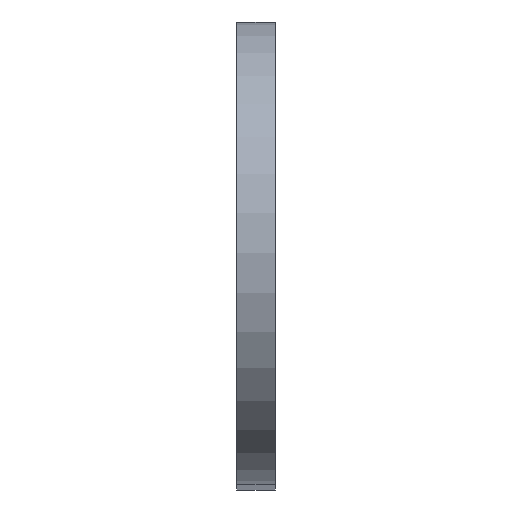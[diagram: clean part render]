
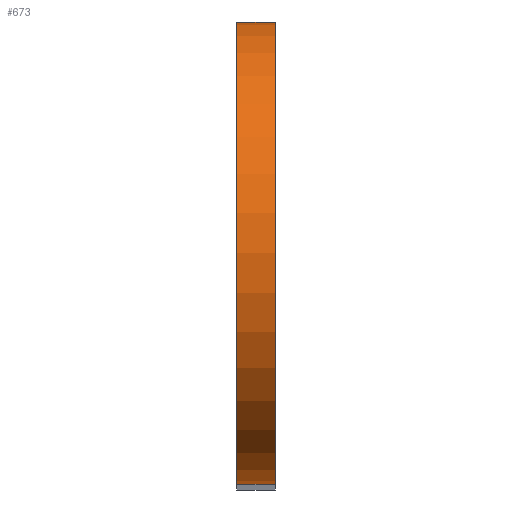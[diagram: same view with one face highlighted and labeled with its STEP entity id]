
A CAD part, top view. The second image highlights one B-rep face of the part: STEP entity #673.
In plain terms, the highlighted cylindrical face has radius 12 mm (diameter 24 mm), a partial arc.
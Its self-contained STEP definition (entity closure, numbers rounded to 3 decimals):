
#87=FACE_OUTER_BOUND('',#119,.T.);
#119=EDGE_LOOP('',(#555,#556,#557,#558));
#199=LINE('',#1147,#245);
#200=LINE('',#1153,#246);
#245=VECTOR('',#960,10.);
#246=VECTOR('',#967,10.);
#291=CIRCLE('',#771,12.);
#292=CIRCLE('',#772,12.);
#349=VERTEX_POINT('',#1143);
#350=VERTEX_POINT('',#1145);
#351=VERTEX_POINT('',#1149);
#352=VERTEX_POINT('',#1151);
#437=EDGE_CURVE('',#349,#350,#199,.T.);
#438=EDGE_CURVE('',#351,#349,#291,.T.);
#439=EDGE_CURVE('',#352,#350,#292,.T.);
#440=EDGE_CURVE('',#351,#352,#200,.T.);
#555=ORIENTED_EDGE('',*,*,#438,.T.);
#556=ORIENTED_EDGE('',*,*,#437,.T.);
#557=ORIENTED_EDGE('',*,*,#439,.F.);
#558=ORIENTED_EDGE('',*,*,#440,.F.);
#644=CYLINDRICAL_SURFACE('',#770,12.);
#673=ADVANCED_FACE('',(#87),#644,.T.);
#770=AXIS2_PLACEMENT_3D('',#1148,#961,#962);
#771=AXIS2_PLACEMENT_3D('',#1150,#963,#964);
#772=AXIS2_PLACEMENT_3D('',#1152,#965,#966);
#960=DIRECTION('',(1.,0.,0.));
#961=DIRECTION('center_axis',(1.,0.,0.));
#962=DIRECTION('ref_axis',(0.,1.,0.));
#963=DIRECTION('center_axis',(1.,0.,0.));
#964=DIRECTION('ref_axis',(0.,1.,0.));
#965=DIRECTION('center_axis',(1.,0.,0.));
#966=DIRECTION('ref_axis',(0.,1.,0.));
#967=DIRECTION('',(1.,0.,0.));
#1143=CARTESIAN_POINT('',(0.,-12.,88.));
#1145=CARTESIAN_POINT('',(2.,-12.,88.));
#1147=CARTESIAN_POINT('',(0.,-12.,88.));
#1148=CARTESIAN_POINT('Origin',(0.,0.,88.));
#1149=CARTESIAN_POINT('',(0.,12.,88.));
#1150=CARTESIAN_POINT('Origin',(0.,0.,88.));
#1151=CARTESIAN_POINT('',(2.,12.,88.));
#1152=CARTESIAN_POINT('Origin',(2.,0.,88.));
#1153=CARTESIAN_POINT('',(0.,12.,88.));
